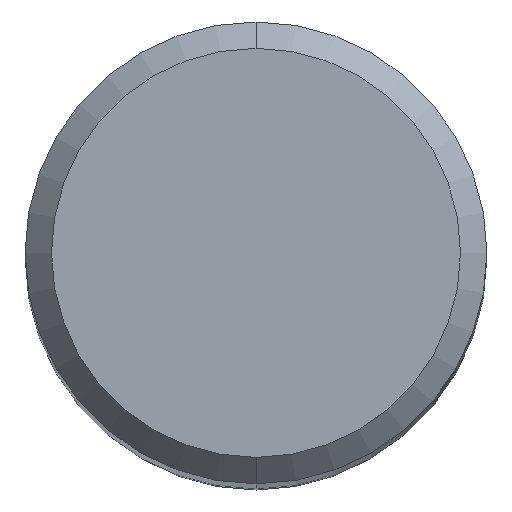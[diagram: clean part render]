
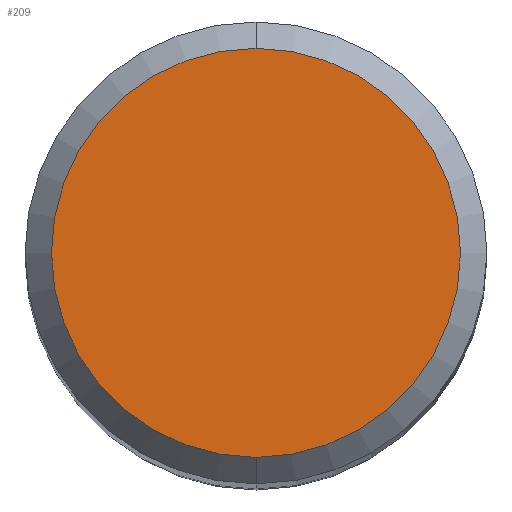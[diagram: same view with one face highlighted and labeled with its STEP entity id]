
A CAD part, top view. The second image highlights one B-rep face of the part: STEP entity #209.
In plain terms, the highlighted planar face has unit normal (0, 0, 1).
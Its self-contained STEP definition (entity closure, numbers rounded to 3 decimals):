
#209=ADVANCED_FACE('',(#503),#504,.T.);
#231=EDGE_CURVE('',#361,#273,#528,.T.);
#273=VERTEX_POINT('',#575);
#281=EDGE_CURVE('',#273,#361,#583,.T.);
#361=VERTEX_POINT('',#674);
#503=FACE_OUTER_BOUND('',#836,.T.);
#504=PLANE('',#837);
#528=CIRCLE('',#866,3.1);
#575=CARTESIAN_POINT('',(0.0,3.1,41.827));
#583=CIRCLE('',#985,3.1);
#674=CARTESIAN_POINT('',(0.,-3.1,41.827));
#836=EDGE_LOOP('',(#1451,#1452));
#837=AXIS2_PLACEMENT_3D('',#1453,#1454,#1455);
#866=AXIS2_PLACEMENT_3D('',#1474,#1475,#1476);
#985=AXIS2_PLACEMENT_3D('',#1543,#1544,#1545);
#1451=ORIENTED_EDGE('',*,*,#281,.F.);
#1452=ORIENTED_EDGE('',*,*,#231,.F.);
#1453=CARTESIAN_POINT('',(0.0,1.55,41.827));
#1454=DIRECTION('',(-0.0,0.0,1.0));
#1455=DIRECTION('',(0.0,-1.0,0.0));
#1474=CARTESIAN_POINT('',(0.0,0.0,41.827));
#1475=DIRECTION('',(0.0,0.0,-1.0));
#1476=DIRECTION('',(0.0,1.0,0.0));
#1543=CARTESIAN_POINT('',(0.0,0.0,41.827));
#1544=DIRECTION('',(0.0,0.0,-1.0));
#1545=DIRECTION('',(0.0,1.0,0.0));
